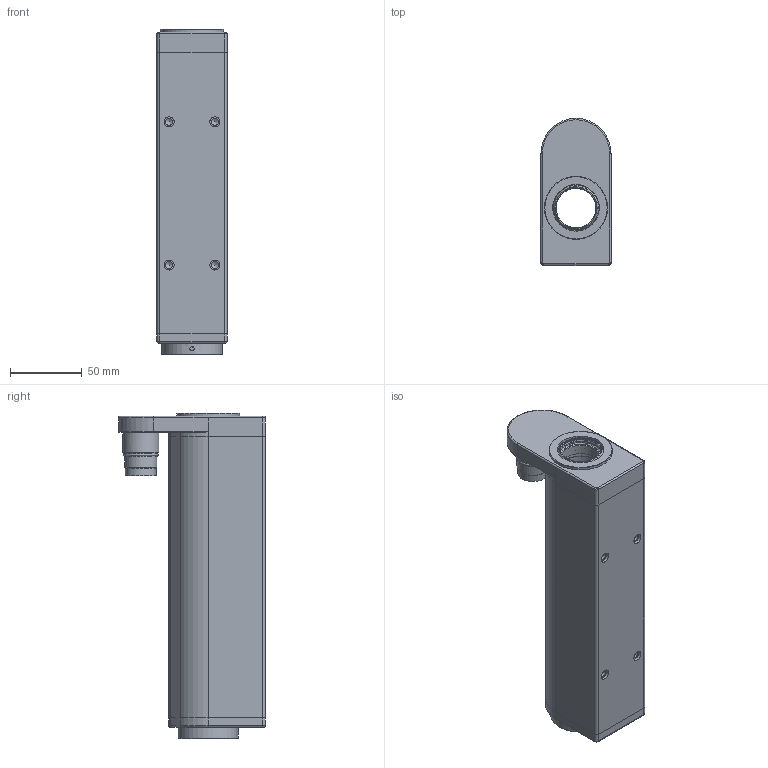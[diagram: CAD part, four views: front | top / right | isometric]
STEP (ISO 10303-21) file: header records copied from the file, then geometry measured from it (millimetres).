
FILE_DESCRIPTION (( 'STEP AP214' ), '1' );
FILE_NAME ('0186-1261_210510_PS01-48x150G-HP-B02-SSCP-C.STEP', '2025-09-10T14:45:39', ( '' ), ( '' ), 'SwSTEP 2.0', 'SolidWorks 2025', '' );
FILE_SCHEMA (( 'AUTOMOTIVE_DESIGN' ));
Length unit declared in the file: millimetre
Products named in the file (4): 0180-1452_PB01-48-HP-SSC_PB01-48-HP-SSC; 0180-2052_PAW01-28-BL-Lf; PS01h-48x150G-HP-B02-SSCP-C; 0186-1261_210510_PS01-48x150G-HP-B02-SSCP-C
Assembly tree (5 placements, depth 2):
  0186-1261_210510_PS01-48x150G-HP-B02-SSCP-C
    0180-1452_PB01-48-HP-SSC_PB01-48-HP-SSC  x2
    0180-2052_PAW01-28-BL-Lf  x2
    PS01h-48x150G-HP-B02-SSCP-C
Bounding box: 49 x 102.5 x 227 mm (x, y, z)
Volume: 536975.1 mm3; surface area: 114168 mm2
Topology: 6 solids, 6 shells, 535 faces, 1331 edges, 858 vertices
Faces by surface type: plane 267, cylinder 194, cone 42, torus 25, bspline 7
Full cylindrical faces by diameter (mm): 1 x5, 1.2 x5, 1.5 x5, 2 x4, 2.6 x4, 2.8 x5, 3 x1, 3.8 x3, 4.5 x4, 4.6 x1, 5 x4, 7 x4, 19.9 x1, 20 x1, 21.15 x2, 21.5 x1, 22.6 x1, 23 x2, 25 x3, 28 x1, 28.25 x2, 28.45 x2, 28.8 x2, 29 x1, 29.33 x2, 30 x2, 30.5 x2, 32 x6, 32.5 x2, 36.49 x2
Entity records: 14573 total; most frequent: CARTESIAN_POINT 2708, DIRECTION 2594, ORIENTED_EDGE 2194, EDGE_CURVE 1097, AXIS2_PLACEMENT_3D 999, VERTEX_POINT 770, EDGE_LOOP 677, VECTOR 596
